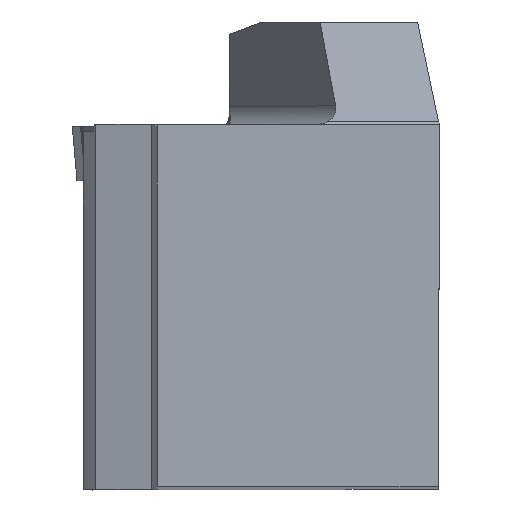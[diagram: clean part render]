
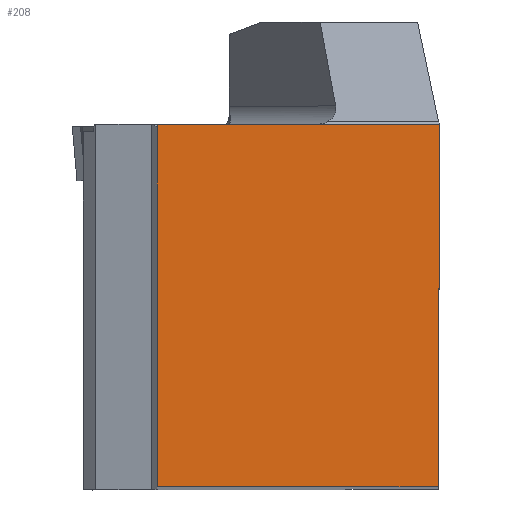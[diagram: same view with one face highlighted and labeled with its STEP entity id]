
A CAD part, top view. The second image highlights one B-rep face of the part: STEP entity #208.
In plain terms, the highlighted planar face has unit normal (0, 0, 1).
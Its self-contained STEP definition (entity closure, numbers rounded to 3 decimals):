
#154=FACE_OUTER_BOUND('',#488,.T.);
#208=ADVANCED_FACE('BLANK_BOXF006',(#154),#245,.F.);
#245=PLANE('',#1161);
#313=LINE('',#1761,#394);
#317=LINE('',#1777,#398);
#318=LINE('',#1779,#399);
#319=LINE('',#1781,#400);
#394=VECTOR('',#1380,1.);
#398=VECTOR('',#1402,1.);
#399=VECTOR('',#1403,1.);
#400=VECTOR('',#1404,1.);
#488=EDGE_LOOP('',(#664,#665,#666,#667));
#664=ORIENTED_EDGE('',*,*,#955,.F.);
#665=ORIENTED_EDGE('',*,*,#949,.F.);
#666=ORIENTED_EDGE('',*,*,#956,.F.);
#667=ORIENTED_EDGE('',*,*,#957,.F.);
#837=VERTEX_POINT('',#1760);
#838=VERTEX_POINT('',#1762);
#841=VERTEX_POINT('',#1778);
#842=VERTEX_POINT('',#1780);
#949=EDGE_CURVE('',#837,#838,#313,.T.);
#955=EDGE_CURVE('',#838,#841,#317,.T.);
#956=EDGE_CURVE('',#842,#837,#318,.T.);
#957=EDGE_CURVE('',#841,#842,#319,.T.);
#1161=AXIS2_PLACEMENT_3D('',#1782,#1405,#1406);
#1380=DIRECTION('',(-1.,0.,0.));
#1402=DIRECTION('',(0.,1.,0.));
#1403=DIRECTION('',(-0.004,-1.,0.));
#1404=DIRECTION('',(1.,0.,0.));
#1405=DIRECTION('',(0.,0.,-1.));
#1406=DIRECTION('',(-1.,0.,0.));
#1760=CARTESIAN_POINT('',(-0.139,0.,0.));
#1761=CARTESIAN_POINT('',(187.35,0.,0.));
#1762=CARTESIAN_POINT('',(-24.875,0.,0.));
#1777=CARTESIAN_POINT('',(-24.875,-187.35,0.));
#1778=CARTESIAN_POINT('',(-24.875,31.85,0.));
#1779=CARTESIAN_POINT('',(0.678,187.348,0.));
#1780=CARTESIAN_POINT('',(0.,31.85,0.));
#1781=CARTESIAN_POINT('',(-187.35,31.85,0.));
#1782=CARTESIAN_POINT('',(-48.35,-5.,0.));
